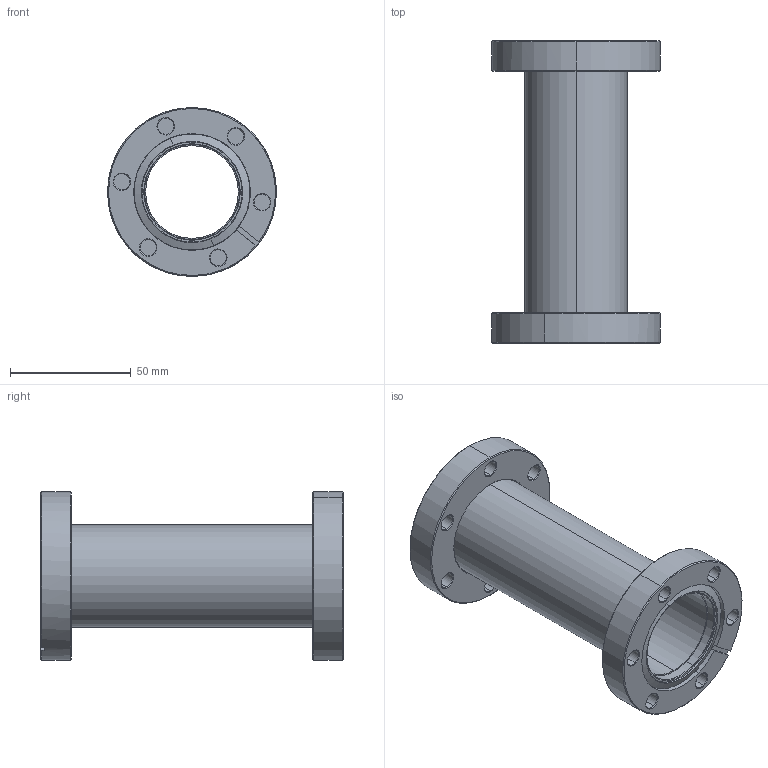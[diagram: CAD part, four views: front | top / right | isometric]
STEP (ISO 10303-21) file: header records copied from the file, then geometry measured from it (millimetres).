
FILE_DESCRIPTION (( 'STEP AP214' ), '1' );
FILE_NAME ('Hositrad_FS35-43R-FullNipple.STEP', '2013-04-23T13:55:32', ( '' ), ( '' ), 'SwSTEP 2.0', 'SolidWorks 2013', '' );
FILE_SCHEMA (( 'AUTOMOTIVE_DESIGN' ));
Length unit declared in the file: millimetre
Products named in the file (4): Tube 42.4-All_Tube 42.4-L=114,8; NW35CF-Weld-42.4; NW35CFR-Weld-42.4; Hositrad_FS35-43R-FullNipple
Assembly tree (3 placements, depth 2):
  Hositrad_FS35-43R-FullNipple
    Tube 42.4-All_Tube 42.4-L=114,8
    NW35CF-Weld-42.4
    NW35CFR-Weld-42.4
Bounding box: 70 x 125.4 x 70 mm (x, y, z)
Volume: 84581.9 mm3; surface area: 53891.4 mm2
Topology: 4 solids, 4 shells, 142 faces, 322 edges, 190 vertices
Faces by surface type: cone 76, cylinder 48, plane 18
Entity records: 4205 total; most frequent: DIRECTION 794, CARTESIAN_POINT 672, ORIENTED_EDGE 644, AXIS2_PLACEMENT_3D 328, EDGE_CURVE 322, VERTEX_POINT 190, CIRCLE 180, EDGE_LOOP 176
